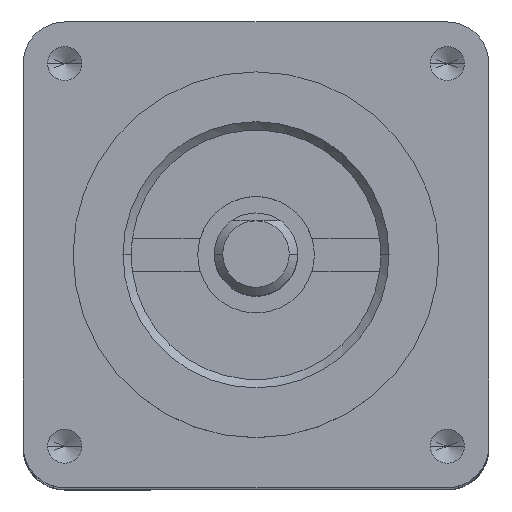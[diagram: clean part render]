
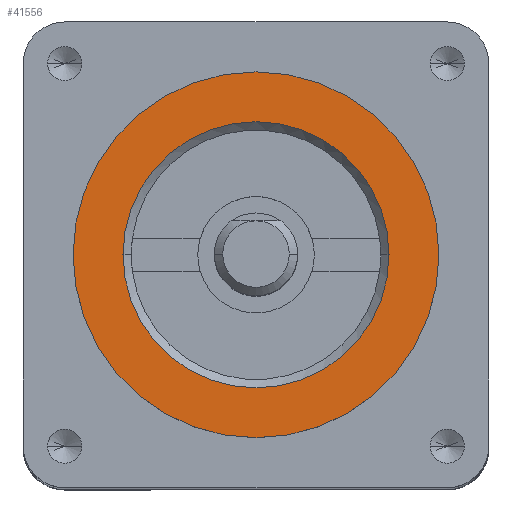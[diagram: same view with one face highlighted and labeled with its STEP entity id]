
A CAD part, top view. The second image highlights one B-rep face of the part: STEP entity #41556.
In plain terms, the highlighted planar face has unit normal (0, 0, 1).
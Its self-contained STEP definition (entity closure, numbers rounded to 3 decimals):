
#1607 = CARTESIAN_POINT ( 'NONE',  ( 8., 0., 65. ) ) ;
#1646 = CIRCLE ( 'NONE', #34440, 8. ) ;
#2154 = VERTEX_POINT ( 'NONE', #24289 ) ;
#2708 = ORIENTED_EDGE ( 'NONE', *, *, #60178, .F. ) ;
#2825 = VERTEX_POINT ( 'NONE', #1607 ) ;
#3230 = DIRECTION ( 'NONE',  ( 0., 0., 1. ) ) ;
#5205 = PLANE ( 'NONE',  #39274 ) ;
#8376 = ORIENTED_EDGE ( 'NONE', *, *, #58999, .F. ) ;
#9835 = DIRECTION ( 'NONE',  ( 1., 0., 0. ) ) ;
#10492 = CARTESIAN_POINT ( 'NONE',  ( 0., 0., 65. ) ) ;
#11087 = DIRECTION ( 'NONE',  ( 1., 0., 0. ) ) ;
#11345 = AXIS2_PLACEMENT_3D ( 'NONE', #28094, #3230, #17832 ) ;
#12893 = EDGE_LOOP ( 'NONE', ( #16983, #25636 ) ) ;
#16633 = VERTEX_POINT ( 'NONE', #49830 ) ;
#16983 = ORIENTED_EDGE ( 'NONE', *, *, #63738, .T. ) ;
#17223 = EDGE_CURVE ( 'NONE', #25556, #2154, #52823, .T. ) ;
#17832 = DIRECTION ( 'NONE',  ( 1., 0., 0. ) ) ;
#19349 = EDGE_LOOP ( 'NONE', ( #2708, #8376 ) ) ;
#20135 = FACE_OUTER_BOUND ( 'NONE', #12893, .T. ) ;
#21421 = DIRECTION ( 'NONE',  ( 0., 0., 1. ) ) ;
#23856 = DIRECTION ( 'NONE',  ( 0., 0., 1. ) ) ;
#24289 = CARTESIAN_POINT ( 'NONE',  ( -11., 0., 65. ) ) ;
#25556 = VERTEX_POINT ( 'NONE', #58332 ) ;
#25636 = ORIENTED_EDGE ( 'NONE', *, *, #17223, .T. ) ;
#26393 = CARTESIAN_POINT ( 'NONE',  ( 0., 0., 65. ) ) ;
#28094 = CARTESIAN_POINT ( 'NONE',  ( 0., 0., 65. ) ) ;
#30713 = DIRECTION ( 'NONE',  ( 1., 0., 0. ) ) ;
#34440 = AXIS2_PLACEMENT_3D ( 'NONE', #26393, #21421, #30713 ) ;
#34717 = FACE_BOUND ( 'NONE', #19349, .T. ) ;
#36750 = CIRCLE ( 'NONE', #11345, 8. ) ;
#38141 = DIRECTION ( 'NONE',  ( 0., 0., 1. ) ) ;
#39274 = AXIS2_PLACEMENT_3D ( 'NONE', #10492, #55526, #9835 ) ;
#39728 = DIRECTION ( 'NONE',  ( 1., 0., 0. ) ) ;
#41556 = ADVANCED_FACE ( 'NONE', ( #34717, #20135 ), #5205, .T. ) ;
#43491 = CIRCLE ( 'NONE', #58243, 11. ) ;
#44384 = AXIS2_PLACEMENT_3D ( 'NONE', #62855, #23856, #39728 ) ;
#49830 = CARTESIAN_POINT ( 'NONE',  ( -8., 0., 65. ) ) ;
#52823 = CIRCLE ( 'NONE', #44384, 11. ) ;
#55526 = DIRECTION ( 'NONE',  ( 0., 0., 1. ) ) ;
#56433 = CARTESIAN_POINT ( 'NONE',  ( 0., 0., 65. ) ) ;
#58243 = AXIS2_PLACEMENT_3D ( 'NONE', #56433, #38141, #11087 ) ;
#58332 = CARTESIAN_POINT ( 'NONE',  ( 11., 0., 65. ) ) ;
#58999 = EDGE_CURVE ( 'NONE', #16633, #2825, #1646, .T. ) ;
#60178 = EDGE_CURVE ( 'NONE', #2825, #16633, #36750, .T. ) ;
#62855 = CARTESIAN_POINT ( 'NONE',  ( 0., 0., 65. ) ) ;
#63738 = EDGE_CURVE ( 'NONE', #2154, #25556, #43491, .T. ) ;
